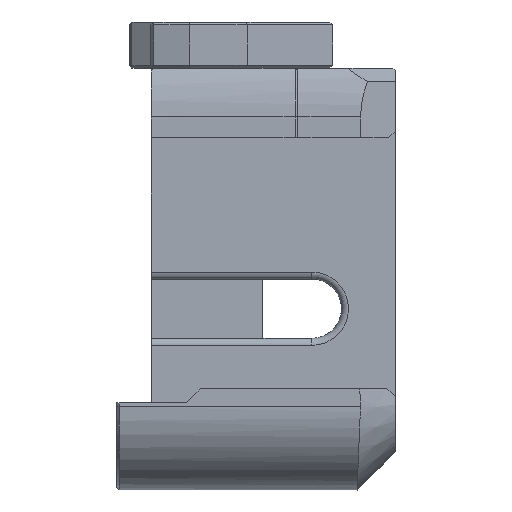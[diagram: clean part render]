
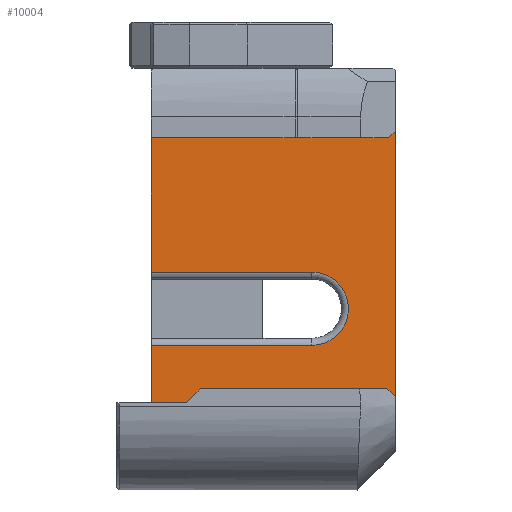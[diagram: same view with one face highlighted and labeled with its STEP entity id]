
A CAD part, left-side view. The second image highlights one B-rep face of the part: STEP entity #10004.
In plain terms, the highlighted planar face has unit normal (-1, 0, 0).
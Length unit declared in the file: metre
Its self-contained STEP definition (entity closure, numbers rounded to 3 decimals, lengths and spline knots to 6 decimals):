
#336=CIRCLE('',#10733,0.00525);
#1430=ORIENTED_EDGE('',*,*,#3992,.F.);
#1431=ORIENTED_EDGE('',*,*,#3988,.F.);
#1432=ORIENTED_EDGE('',*,*,#3991,.F.);
#1433=ORIENTED_EDGE('',*,*,#3993,.F.);
#1434=ORIENTED_EDGE('',*,*,#3708,.T.);
#1435=ORIENTED_EDGE('',*,*,#3528,.F.);
#1436=ORIENTED_EDGE('',*,*,#3994,.F.);
#1437=ORIENTED_EDGE('',*,*,#3995,.F.);
#1438=ORIENTED_EDGE('',*,*,#3996,.F.);
#3528=EDGE_CURVE('',#4982,#4983,#5919,.T.);
#3708=EDGE_CURVE('',#5117,#4983,#6047,.T.);
#3988=EDGE_CURVE('',#5300,#5299,#336,.T.);
#3991=EDGE_CURVE('',#5302,#5300,#6246,.T.);
#3992=EDGE_CURVE('',#5299,#5303,#6247,.T.);
#3993=EDGE_CURVE('',#5117,#5302,#6248,.T.);
#3994=EDGE_CURVE('',#5228,#4982,#6249,.T.);
#3995=EDGE_CURVE('',#5304,#5228,#6250,.T.);
#3996=EDGE_CURVE('',#5303,#5304,#6251,.T.);
#4982=VERTEX_POINT('',#14346);
#4983=VERTEX_POINT('',#14348);
#5117=VERTEX_POINT('',#14736);
#5228=VERTEX_POINT('',#15092);
#5299=VERTEX_POINT('',#15578);
#5300=VERTEX_POINT('',#15580);
#5302=VERTEX_POINT('',#15586);
#5303=VERTEX_POINT('',#15590);
#5304=VERTEX_POINT('',#15594);
#5919=LINE('',#14347,#7002);
#6047=LINE('',#14735,#7130);
#6246=LINE('',#15587,#7329);
#6247=LINE('',#15589,#7330);
#6248=LINE('',#15591,#7331);
#6249=LINE('',#15592,#7332);
#6250=LINE('',#15593,#7333);
#6251=LINE('',#15595,#7334);
#7002=VECTOR('',#11414,1.);
#7130=VECTOR('',#11732,1.);
#7329=VECTOR('',#12267,1.);
#7330=VECTOR('',#12270,1.);
#7331=VECTOR('',#12271,1.);
#7332=VECTOR('',#12272,1.);
#7333=VECTOR('',#12273,1.);
#7334=VECTOR('',#12274,1.);
#8240=EDGE_LOOP('',(#1430,#1431,#1432,#1433,#1434,#1435,#1436,#1437,#1438));
#8932=FACE_BOUND('',#8240,.T.);
#9530=PLANE('',#10736);
#10004=ADVANCED_FACE('',(#8932),#9530,.T.);
#10733=AXIS2_PLACEMENT_3D('',#15581,#12260,#12261);
#10736=AXIS2_PLACEMENT_3D('',#15588,#12268,#12269);
#11414=DIRECTION('',(0.,1.,0.));
#11732=DIRECTION('',(0.,0.,-1.));
#12260=DIRECTION('',(-1.,0.,0.));
#12261=DIRECTION('',(0.,1.,0.));
#12267=DIRECTION('',(0.,0.,-1.));
#12268=DIRECTION('',(-1.,0.,0.));
#12269=DIRECTION('',(0.,1.,0.));
#12270=DIRECTION('',(0.,0.,1.));
#12271=DIRECTION('',(0.,-1.,0.));
#12272=DIRECTION('',(0.,0.,-1.));
#12273=DIRECTION('',(0.,0.,-1.));
#12274=DIRECTION('',(0.,-1.,0.));
#14346=CARTESIAN_POINT('',(-0.01645,-0.0194,0.));
#14347=CARTESIAN_POINT('',(-0.01645,-0.004607,0.));
#14348=CARTESIAN_POINT('',(-0.01645,0.0206,0.));
#14735=CARTESIAN_POINT('',(-0.01645,0.0206,0.001));
#14736=CARTESIAN_POINT('',(-0.01645,0.0206,0.035));
#15092=CARTESIAN_POINT('',(-0.01645,-0.0194,0.014));
#15578=CARTESIAN_POINT('',(-0.01645,0.00185,0.012));
#15580=CARTESIAN_POINT('',(-0.01645,0.01235,0.012));
#15581=CARTESIAN_POINT('',(-0.01645,0.0071,0.012));
#15586=CARTESIAN_POINT('',(-0.01645,0.01235,0.035));
#15587=CARTESIAN_POINT('',(-0.01645,0.01235,0.009));
#15588=CARTESIAN_POINT('',(-0.01645,-0.0194,0.001));
#15589=CARTESIAN_POINT('',(-0.01645,0.00185,0.018));
#15590=CARTESIAN_POINT('',(-0.01645,0.00185,0.035));
#15591=CARTESIAN_POINT('',(-0.01645,-0.004607,0.035));
#15592=CARTESIAN_POINT('',(-0.01645,-0.0194,0.001));
#15593=CARTESIAN_POINT('',(-0.01645,-0.0194,0.001));
#15594=CARTESIAN_POINT('',(-0.01645,-0.0194,0.035));
#15595=CARTESIAN_POINT('',(-0.01645,-0.004607,0.035));
